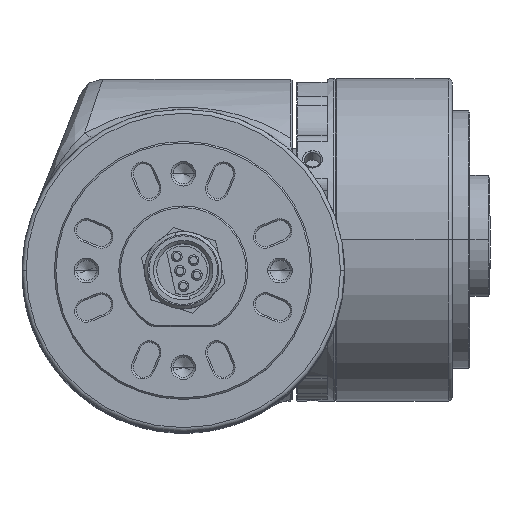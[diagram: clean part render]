
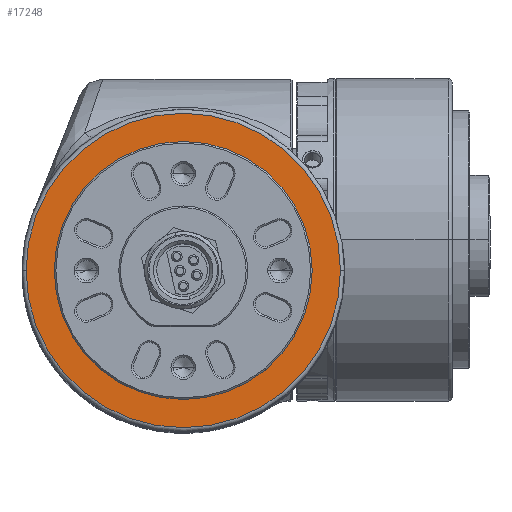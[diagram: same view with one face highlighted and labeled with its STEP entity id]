
A CAD part, top view. The second image highlights one B-rep face of the part: STEP entity #17248.
In plain terms, the highlighted planar face has unit normal (0, 0, 1).
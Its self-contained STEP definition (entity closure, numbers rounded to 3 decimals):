
#118 = ORIENTED_EDGE ( 'NONE', *, *, #13791, .T. ) ;
#530 = DIRECTION ( 'NONE',  ( 0., 0., 1. ) ) ;
#800 = CIRCLE ( 'NONE', #11957, 19.5 ) ;
#1618 = EDGE_CURVE ( 'NONE', #10902, #6529, #4507, .T. ) ;
#3837 = CARTESIAN_POINT ( 'NONE',  ( 0., 0., -4.7 ) ) ;
#4152 = CARTESIAN_POINT ( 'NONE',  ( -16., 0., -4.7 ) ) ;
#4412 = DIRECTION ( 'NONE',  ( 0., 0., -1. ) ) ;
#4507 = CIRCLE ( 'NONE', #6424, 16. ) ;
#5089 = AXIS2_PLACEMENT_3D ( 'NONE', #8645, #4412, #14380 ) ;
#5128 = AXIS2_PLACEMENT_3D ( 'NONE', #6889, #16890, #8341 ) ;
#5250 = DIRECTION ( 'NONE',  ( 1., 0., 0. ) ) ;
#5645 = DIRECTION ( 'NONE',  ( 0., 0., 1. ) ) ;
#6217 = ORIENTED_EDGE ( 'NONE', *, *, #1618, .F. ) ;
#6424 = AXIS2_PLACEMENT_3D ( 'NONE', #14171, #5645, #15610 ) ;
#6529 = VERTEX_POINT ( 'NONE', #9518 ) ;
#6889 = CARTESIAN_POINT ( 'NONE',  ( 0., 0., -4.7 ) ) ;
#7219 = CIRCLE ( 'NONE', #11742, 16. ) ;
#7890 = ORIENTED_EDGE ( 'NONE', *, *, #10242, .T. ) ;
#8052 = FACE_BOUND ( 'NONE', #13676, .T. ) ;
#8133 = VERTEX_POINT ( 'NONE', #16507 ) ;
#8341 = DIRECTION ( 'NONE',  ( -1., 0., 0. ) ) ;
#8445 = CARTESIAN_POINT ( 'NONE',  ( 19.5, 0., -4.7 ) ) ;
#8645 = CARTESIAN_POINT ( 'NONE',  ( 0., 0., -4.7 ) ) ;
#9055 = CARTESIAN_POINT ( 'NONE',  ( 0., 0., -4.7 ) ) ;
#9518 = CARTESIAN_POINT ( 'NONE',  ( 16., 0., -4.7 ) ) ;
#10242 = EDGE_CURVE ( 'NONE', #8133, #10925, #13281, .T. ) ;
#10490 = DIRECTION ( 'NONE',  ( -1., 0., 0. ) ) ;
#10902 = VERTEX_POINT ( 'NONE', #4152 ) ;
#10925 = VERTEX_POINT ( 'NONE', #8445 ) ;
#11742 = AXIS2_PLACEMENT_3D ( 'NONE', #3837, #13780, #5250 ) ;
#11957 = AXIS2_PLACEMENT_3D ( 'NONE', #9055, #530, #10490 ) ;
#13281 = CIRCLE ( 'NONE', #5128, 19.5 ) ;
#13676 = EDGE_LOOP ( 'NONE', ( #14013, #6217 ) ) ;
#13780 = DIRECTION ( 'NONE',  ( 0., 0., 1. ) ) ;
#13791 = EDGE_CURVE ( 'NONE', #10925, #8133, #800, .T. ) ;
#14013 = ORIENTED_EDGE ( 'NONE', *, *, #15522, .F. ) ;
#14171 = CARTESIAN_POINT ( 'NONE',  ( 0., 0., -4.7 ) ) ;
#14317 = PLANE ( 'NONE',  #5089 ) ;
#14380 = DIRECTION ( 'NONE',  ( -1., 0., 0. ) ) ;
#15522 = EDGE_CURVE ( 'NONE', #6529, #10902, #7219, .T. ) ;
#15610 = DIRECTION ( 'NONE',  ( 1., 0., 0. ) ) ;
#16070 = FACE_OUTER_BOUND ( 'NONE', #16415, .T. ) ;
#16415 = EDGE_LOOP ( 'NONE', ( #7890, #118 ) ) ;
#16507 = CARTESIAN_POINT ( 'NONE',  ( -19.5, 0., -4.7 ) ) ;
#16890 = DIRECTION ( 'NONE',  ( 0., 0., 1. ) ) ;
#17248 = ADVANCED_FACE ( 'NONE', ( #16070, #8052 ), #14317, .F. ) ;
